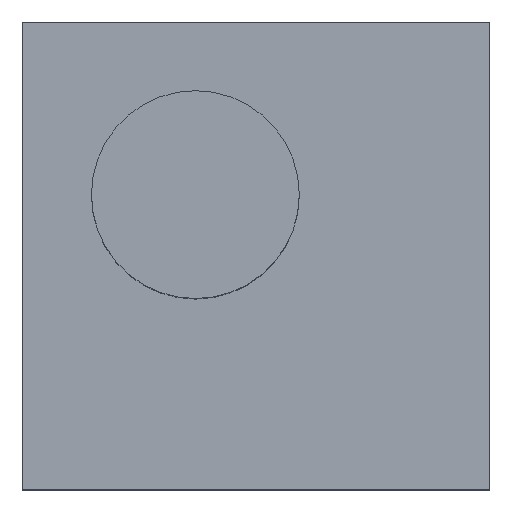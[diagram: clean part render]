
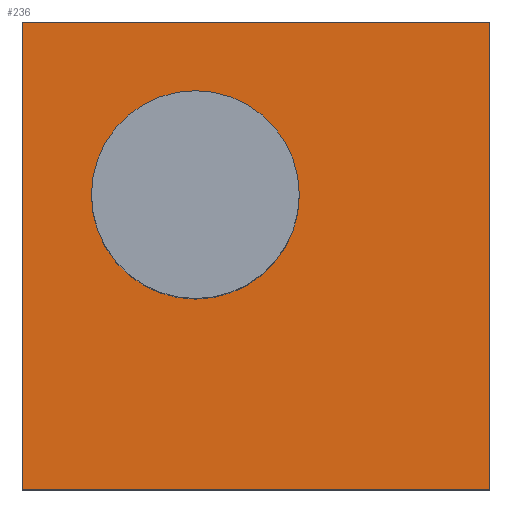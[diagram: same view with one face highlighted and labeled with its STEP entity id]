
A CAD part, top view. The second image highlights one B-rep face of the part: STEP entity #236.
In plain terms, the highlighted planar face has unit normal (0, 0, 1).
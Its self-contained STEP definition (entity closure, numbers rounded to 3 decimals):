
#182=AXIS2_PLACEMENT_3D('Plane Axis2P3D',#179,#180,#181) ;
#220=AXIS2_PLACEMENT_3D('Circle Axis2P3D',#218,#219,$) ;
#229=AXIS2_PLACEMENT_3D('Circle Axis2P3D',#227,#228,$) ;
#179=CARTESIAN_POINT('Axis2P3D Location',(-1.,0.,0.)) ;
#184=CARTESIAN_POINT('Line Origine',(9.2,-2.1,0.)) ;
#188=CARTESIAN_POINT('Vertex',(9.2,-10.2,0.)) ;
#190=CARTESIAN_POINT('Vertex',(9.2,6.,0.)) ;
#193=CARTESIAN_POINT('Line Origine',(1.1,6.,0.)) ;
#197=CARTESIAN_POINT('Vertex',(-7.,6.,0.)) ;
#200=CARTESIAN_POINT('Line Origine',(-7.,-2.1,0.)) ;
#204=CARTESIAN_POINT('Vertex',(-7.,-10.2,0.)) ;
#207=CARTESIAN_POINT('Line Origine',(1.1,-10.2,0.)) ;
#218=CARTESIAN_POINT('Axis2P3D Location',(-1.,0.,0.)) ;
#222=CARTESIAN_POINT('Vertex',(-4.6,0.,0.)) ;
#224=CARTESIAN_POINT('Vertex',(2.6,0.,0.)) ;
#227=CARTESIAN_POINT('Axis2P3D Location',(-1.,0.,0.)) ;
#180=DIRECTION('Axis2P3D Direction',(0.,0.,1.)) ;
#181=DIRECTION('Axis2P3D XDirection',(1.,0.,0.)) ;
#185=DIRECTION('Vector Direction',(0.,1.,0.)) ;
#194=DIRECTION('Vector Direction',(-1.,0.,0.)) ;
#201=DIRECTION('Vector Direction',(0.,1.,0.)) ;
#208=DIRECTION('Vector Direction',(-1.,0.,0.)) ;
#219=DIRECTION('Axis2P3D Direction',(0.,0.,1.)) ;
#228=DIRECTION('Axis2P3D Direction',(0.,0.,1.)) ;
#186=VECTOR('Line Direction',#185,1.) ;
#195=VECTOR('Line Direction',#194,1.) ;
#202=VECTOR('Line Direction',#201,1.) ;
#209=VECTOR('Line Direction',#208,1.) ;
#213=ORIENTED_EDGE('',*,*,#192,.T.) ;
#214=ORIENTED_EDGE('',*,*,#199,.T.) ;
#215=ORIENTED_EDGE('',*,*,#206,.F.) ;
#216=ORIENTED_EDGE('',*,*,#211,.F.) ;
#233=ORIENTED_EDGE('',*,*,#226,.F.) ;
#234=ORIENTED_EDGE('',*,*,#231,.F.) ;
#235=FACE_BOUND('',#232,.T.) ;
#236=ADVANCED_FACE('NOCUT',(#217,#235),#183,.T.) ;
#221=CIRCLE('generated circle',#220,3.6) ;
#230=CIRCLE('generated circle',#229,3.6) ;
#192=EDGE_CURVE('',#189,#191,#187,.T.) ;
#199=EDGE_CURVE('',#191,#198,#196,.T.) ;
#206=EDGE_CURVE('',#205,#198,#203,.T.) ;
#211=EDGE_CURVE('',#189,#205,#210,.T.) ;
#226=EDGE_CURVE('',#223,#225,#221,.T.) ;
#231=EDGE_CURVE('',#225,#223,#230,.T.) ;
#212=EDGE_LOOP('',(#213,#214,#215,#216)) ;
#232=EDGE_LOOP('',(#233,#234)) ;
#217=FACE_OUTER_BOUND('',#212,.T.) ;
#187=LINE('Line',#184,#186) ;
#196=LINE('Line',#193,#195) ;
#203=LINE('Line',#200,#202) ;
#210=LINE('Line',#207,#209) ;
#183=PLANE('',#182) ;
#189=VERTEX_POINT('',#188) ;
#191=VERTEX_POINT('',#190) ;
#198=VERTEX_POINT('',#197) ;
#205=VERTEX_POINT('',#204) ;
#223=VERTEX_POINT('',#222) ;
#225=VERTEX_POINT('',#224) ;
